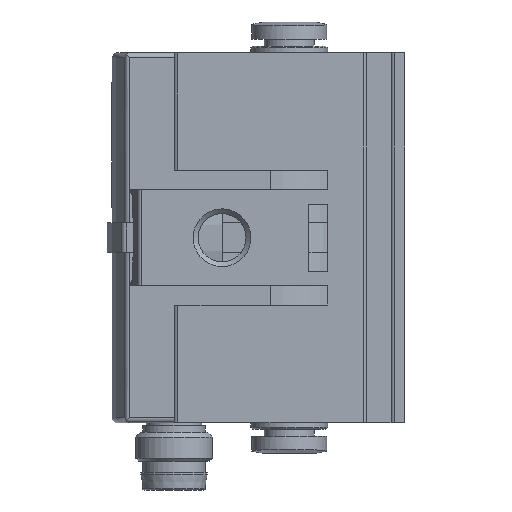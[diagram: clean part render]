
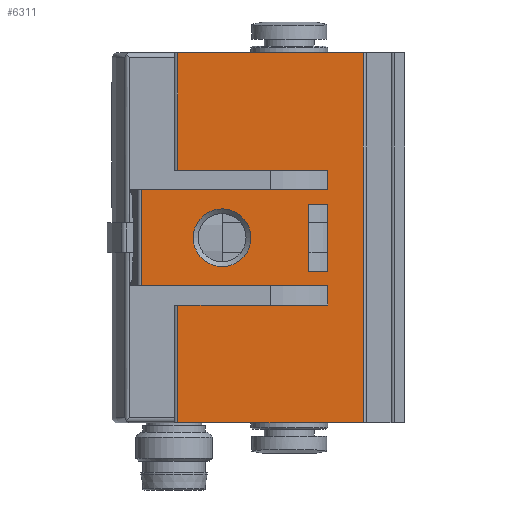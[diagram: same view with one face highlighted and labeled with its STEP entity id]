
A CAD part, left-side view. The second image highlights one B-rep face of the part: STEP entity #6311.
In plain terms, the highlighted face is planar.
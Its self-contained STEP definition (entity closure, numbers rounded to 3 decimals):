
#145=PLANE('',#6800);
#528=LINE('',#9607,#1006);
#557=LINE('',#9703,#1035);
#573=LINE('',#9740,#1051);
#574=LINE('',#9743,#1052);
#575=LINE('',#9745,#1053);
#576=LINE('',#9747,#1054);
#577=LINE('',#9749,#1055);
#578=LINE('',#9751,#1056);
#579=LINE('',#9753,#1057);
#580=LINE('',#9755,#1058);
#581=LINE('',#9756,#1059);
#582=LINE('',#9757,#1060);
#583=LINE('',#9758,#1061);
#584=LINE('',#9761,#1062);
#585=LINE('',#9763,#1063);
#586=LINE('',#9765,#1064);
#1006=VECTOR('',#7844,1000.);
#1035=VECTOR('',#7915,1000.);
#1051=VECTOR('',#7943,1000.);
#1052=VECTOR('',#7944,1000.);
#1053=VECTOR('',#7945,1000.);
#1054=VECTOR('',#7946,1000.);
#1055=VECTOR('',#7947,1000.);
#1056=VECTOR('',#7948,1000.);
#1057=VECTOR('',#7949,1000.);
#1058=VECTOR('',#7950,1000.);
#1059=VECTOR('',#7951,1000.);
#1060=VECTOR('',#7952,1000.);
#1061=VECTOR('',#7953,1000.);
#1062=VECTOR('',#7954,1000.);
#1063=VECTOR('',#7955,1000.);
#1064=VECTOR('',#7956,1000.);
#2035=ORIENTED_EDGE('',*,*,#3278,.F.);
#2036=ORIENTED_EDGE('',*,*,#3279,.F.);
#2037=ORIENTED_EDGE('',*,*,#3280,.F.);
#2038=ORIENTED_EDGE('',*,*,#3281,.T.);
#2039=ORIENTED_EDGE('',*,*,#3282,.F.);
#2040=ORIENTED_EDGE('',*,*,#3283,.F.);
#2041=ORIENTED_EDGE('',*,*,#3284,.F.);
#2042=ORIENTED_EDGE('',*,*,#3285,.F.);
#2043=ORIENTED_EDGE('',*,*,#3286,.F.);
#2044=ORIENTED_EDGE('',*,*,#3260,.F.);
#2045=ORIENTED_EDGE('',*,*,#3287,.T.);
#2046=ORIENTED_EDGE('',*,*,#3211,.T.);
#2047=ORIENTED_EDGE('',*,*,#3288,.F.);
#2048=ORIENTED_EDGE('',*,*,#3289,.F.);
#2049=ORIENTED_EDGE('',*,*,#3290,.F.);
#2050=ORIENTED_EDGE('',*,*,#3291,.F.);
#2051=ORIENTED_EDGE('',*,*,#3292,.F.);
#3211=EDGE_CURVE('',#3897,#3896,#528,.T.);
#3260=EDGE_CURVE('',#3942,#3943,#557,.T.);
#3278=EDGE_CURVE('',#3957,#3957,#4271,.T.);
#3279=EDGE_CURVE('',#3958,#3959,#573,.T.);
#3280=EDGE_CURVE('',#3960,#3958,#574,.T.);
#3281=EDGE_CURVE('',#3960,#3961,#575,.T.);
#3282=EDGE_CURVE('',#3962,#3961,#576,.T.);
#3283=EDGE_CURVE('',#3963,#3962,#577,.T.);
#3284=EDGE_CURVE('',#3964,#3963,#578,.T.);
#3285=EDGE_CURVE('',#3965,#3964,#579,.T.);
#3286=EDGE_CURVE('',#3943,#3965,#580,.T.);
#3287=EDGE_CURVE('',#3942,#3897,#581,.T.);
#3288=EDGE_CURVE('',#3959,#3896,#582,.T.);
#3289=EDGE_CURVE('',#3966,#3967,#583,.T.);
#3290=EDGE_CURVE('',#3968,#3966,#584,.T.);
#3291=EDGE_CURVE('',#3969,#3968,#585,.T.);
#3292=EDGE_CURVE('',#3967,#3969,#586,.T.);
#3896=VERTEX_POINT('',#9606);
#3897=VERTEX_POINT('',#9608);
#3942=VERTEX_POINT('',#9702);
#3943=VERTEX_POINT('',#9704);
#3957=VERTEX_POINT('',#9739);
#3958=VERTEX_POINT('',#9741);
#3959=VERTEX_POINT('',#9742);
#3960=VERTEX_POINT('',#9744);
#3961=VERTEX_POINT('',#9746);
#3962=VERTEX_POINT('',#9748);
#3963=VERTEX_POINT('',#9750);
#3964=VERTEX_POINT('',#9752);
#3965=VERTEX_POINT('',#9754);
#3966=VERTEX_POINT('',#9759);
#3967=VERTEX_POINT('',#9760);
#3968=VERTEX_POINT('',#9762);
#3969=VERTEX_POINT('',#9764);
#4271=CIRCLE('',#6801,3.);
#4526=EDGE_LOOP('',(#2035));
#4527=EDGE_LOOP('',(#2036,#2037,#2038,#2039,#2040,#2041,#2042,#2043,#2044,
#2045,#2046,#2047));
#4528=EDGE_LOOP('',(#2048,#2049,#2050,#2051));
#4905=FACE_BOUND('',#4526,.T.);
#4906=FACE_BOUND('',#4527,.T.);
#4907=FACE_BOUND('',#4528,.T.);
#6311=ADVANCED_FACE('',(#4905,#4906,#4907),#145,.F.);
#6800=AXIS2_PLACEMENT_3D('',#9737,#7939,#7940);
#6801=AXIS2_PLACEMENT_3D('',#9738,#7941,#7942);
#7844=DIRECTION('',(0.,1.,0.));
#7915=DIRECTION('',(0.,1.,0.));
#7939=DIRECTION('',(0.,0.,1.));
#7940=DIRECTION('',(1.,0.,0.));
#7941=DIRECTION('',(0.,0.,-1.));
#7942=DIRECTION('',(-1.,0.,0.));
#7943=DIRECTION('',(0.,1.,0.));
#7944=DIRECTION('',(-1.,0.,0.));
#7945=DIRECTION('',(0.,1.,0.));
#7946=DIRECTION('',(-1.,0.,0.));
#7947=DIRECTION('',(0.,1.,0.));
#7948=DIRECTION('',(-1.,0.,0.));
#7949=DIRECTION('',(0.,-1.,0.));
#7950=DIRECTION('',(-1.,0.,0.));
#7951=DIRECTION('',(-1.,0.,0.));
#7952=DIRECTION('',(-1.,0.,0.));
#7953=DIRECTION('',(1.,0.,0.));
#7954=DIRECTION('',(0.,1.,0.));
#7955=DIRECTION('',(-1.,0.,0.));
#7956=DIRECTION('',(0.,-1.,0.));
#9606=CARTESIAN_POINT('',(-19.25,23.6,-10.));
#9607=CARTESIAN_POINT('',(-19.25,4.32,-10.));
#9608=CARTESIAN_POINT('',(-19.25,4.32,-10.));
#9702=CARTESIAN_POINT('',(19.25,4.32,-10.));
#9703=CARTESIAN_POINT('',(19.25,4.32,-10.));
#9704=CARTESIAN_POINT('',(19.25,23.6,-10.));
#9737=CARTESIAN_POINT('',(19.25,4.32,-10.));
#9738=CARTESIAN_POINT('',(0.,19.,-10.));
#9739=CARTESIAN_POINT('',(-3.,19.,-10.));
#9740=CARTESIAN_POINT('',(-7.,4.32,-10.));
#9741=CARTESIAN_POINT('',(-7.,8.,-10.));
#9742=CARTESIAN_POINT('',(-7.,23.6,-10.));
#9743=CARTESIAN_POINT('',(19.25,8.,-10.));
#9744=CARTESIAN_POINT('',(-5.,8.,-10.));
#9745=CARTESIAN_POINT('',(-5.,8.,-10.));
#9746=CARTESIAN_POINT('',(-5.,27.402,-10.));
#9747=CARTESIAN_POINT('',(5.,27.402,-10.));
#9748=CARTESIAN_POINT('',(5.,27.402,-10.));
#9749=CARTESIAN_POINT('',(5.,8.,-10.));
#9750=CARTESIAN_POINT('',(5.,8.,-10.));
#9751=CARTESIAN_POINT('',(19.25,8.,-10.));
#9752=CARTESIAN_POINT('',(7.,8.,-10.));
#9753=CARTESIAN_POINT('',(7.,4.32,-10.));
#9754=CARTESIAN_POINT('',(7.,23.6,-10.));
#9755=CARTESIAN_POINT('',(19.25,23.6,-10.));
#9756=CARTESIAN_POINT('',(19.25,4.32,-10.));
#9757=CARTESIAN_POINT('',(19.25,23.6,-10.));
#9758=CARTESIAN_POINT('',(19.25,10.,-10.));
#9759=CARTESIAN_POINT('',(-3.5,10.,-10.));
#9760=CARTESIAN_POINT('',(3.5,10.,-10.));
#9761=CARTESIAN_POINT('',(-3.5,4.32,-10.));
#9762=CARTESIAN_POINT('',(-3.5,8.,-10.));
#9763=CARTESIAN_POINT('',(19.25,8.,-10.));
#9764=CARTESIAN_POINT('',(3.5,8.,-10.));
#9765=CARTESIAN_POINT('',(3.5,4.32,-10.));
